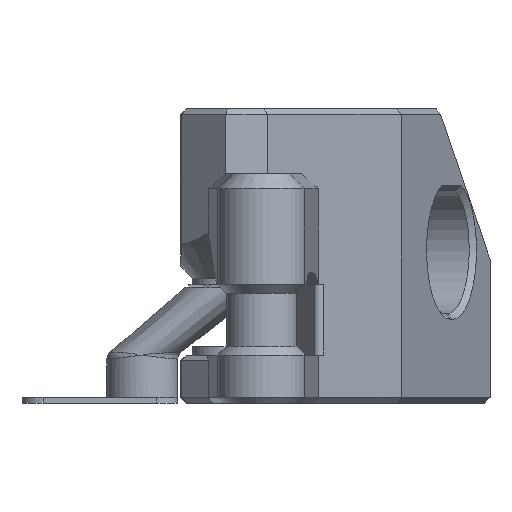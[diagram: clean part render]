
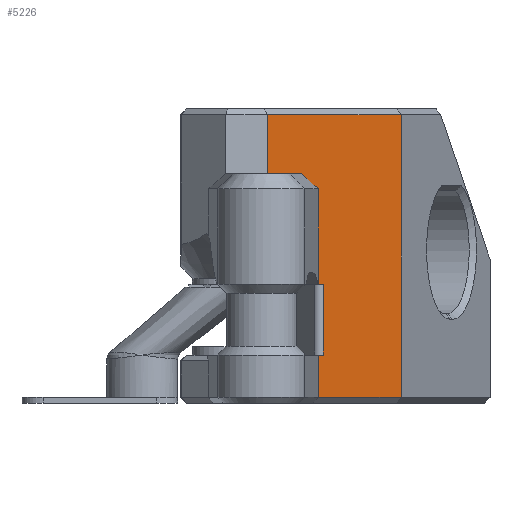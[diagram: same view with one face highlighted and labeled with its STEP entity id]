
A CAD part, front view. The second image highlights one B-rep face of the part: STEP entity #5226.
In plain terms, the highlighted planar face has unit normal (0.782, -0.623, 0).
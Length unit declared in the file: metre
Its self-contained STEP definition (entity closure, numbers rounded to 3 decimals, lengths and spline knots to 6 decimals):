
#1421=ORIENTED_EDGE('',*,*,#2118,.T.);
#1422=ORIENTED_EDGE('',*,*,#2337,.T.);
#1423=ORIENTED_EDGE('',*,*,#2286,.T.);
#1424=ORIENTED_EDGE('',*,*,#2287,.F.);
#1425=ORIENTED_EDGE('',*,*,#2338,.T.);
#1426=ORIENTED_EDGE('',*,*,#2237,.T.);
#1427=ORIENTED_EDGE('',*,*,#2231,.T.);
#1428=ORIENTED_EDGE('',*,*,#2204,.T.);
#1429=ORIENTED_EDGE('',*,*,#2229,.T.);
#1430=ORIENTED_EDGE('',*,*,#2339,.T.);
#1431=ORIENTED_EDGE('',*,*,#2340,.T.);
#2118=EDGE_CURVE('',#2712,#2715,#3257,.T.);
#2204=EDGE_CURVE('',#2777,#2775,#3313,.T.);
#2229=EDGE_CURVE('',#2775,#2794,#3334,.T.);
#2231=EDGE_CURVE('',#2792,#2777,#3336,.T.);
#2237=EDGE_CURVE('',#2739,#2792,#3340,.T.);
#2286=EDGE_CURVE('',#2820,#2823,#3372,.T.);
#2287=EDGE_CURVE('',#2817,#2823,#3373,.T.);
#2337=EDGE_CURVE('',#2715,#2820,#3400,.T.);
#2338=EDGE_CURVE('',#2817,#2739,#3401,.T.);
#2339=EDGE_CURVE('',#2794,#2725,#3402,.T.);
#2340=EDGE_CURVE('',#2725,#2712,#3403,.T.);
#2712=VERTEX_POINT('',#8210);
#2715=VERTEX_POINT('',#8215);
#2725=VERTEX_POINT('',#8242);
#2739=VERTEX_POINT('',#8282);
#2775=VERTEX_POINT('',#8845);
#2777=VERTEX_POINT('',#8848);
#2792=VERTEX_POINT('',#8892);
#2794=VERTEX_POINT('',#8901);
#2817=VERTEX_POINT('',#9018);
#2820=VERTEX_POINT('',#9029);
#2823=VERTEX_POINT('',#9038);
#3257=LINE('',#8216,#3832);
#3313=LINE('',#8847,#3888);
#3334=LINE('',#8900,#3909);
#3336=LINE('',#8904,#3911);
#3340=LINE('',#8916,#3915);
#3372=LINE('',#9039,#3947);
#3373=LINE('',#9041,#3948);
#3400=LINE('',#9155,#3975);
#3401=LINE('',#9156,#3976);
#3402=LINE('',#9157,#3977);
#3403=LINE('',#9158,#3978);
#3832=VECTOR('',#6530,1.);
#3888=VECTOR('',#6670,1.);
#3909=VECTOR('',#6713,1.);
#3911=VECTOR('',#6717,1.);
#3915=VECTOR('',#6729,1.);
#3947=VECTOR('',#6837,1.);
#3948=VECTOR('',#6840,1.);
#3975=VECTOR('',#6951,1.);
#3976=VECTOR('',#6952,1.);
#3977=VECTOR('',#6953,1.);
#3978=VECTOR('',#6954,1.);
#4326=EDGE_LOOP('',(#1421,#1422,#1423,#1424,#1425,#1426,#1427,#1428,#1429,
#1430,#1431));
#4677=FACE_BOUND('',#4326,.T.);
#4938=PLANE('',#5662);
#5226=ADVANCED_FACE('',(#4677),#4938,.F.);
#5662=AXIS2_PLACEMENT_3D('',#9154,#6949,#6950);
#6530=DIRECTION('',(0.,0.,-1.));
#6670=DIRECTION('',(0.623,0.782,0.));
#6713=DIRECTION('',(0.546,0.686,-0.481));
#6717=DIRECTION('',(0.,0.,-1.));
#6729=DIRECTION('',(-0.623,-0.782,0.));
#6837=DIRECTION('',(0.,0.,-1.));
#6840=DIRECTION('',(-0.623,-0.782,0.));
#6949=DIRECTION('',(-0.782,0.623,0.));
#6950=DIRECTION('',(0.623,0.782,0.));
#6951=DIRECTION('',(-0.623,-0.782,0.));
#6952=DIRECTION('',(0.,0.,1.));
#6953=DIRECTION('',(0.,0.,-1.));
#6954=DIRECTION('',(0.623,0.782,0.));
#8210=CARTESIAN_POINT('',(0.033616,-0.007181,0.0084));
#8215=CARTESIAN_POINT('',(0.033616,-0.007181,0.0034));
#8216=CARTESIAN_POINT('',(0.033616,-0.007181,0.0034));
#8242=CARTESIAN_POINT('',(0.033262,-0.007626,0.0084));
#8282=CARTESIAN_POINT('',(0.039128,-0.000261,0.0204));
#8845=CARTESIAN_POINT('',(0.03207,-0.009122,0.0162));
#8847=CARTESIAN_POINT('',(0.02967,-0.012135,0.0162));
#8848=CARTESIAN_POINT('',(0.02967,-0.012135,0.0162));
#8892=CARTESIAN_POINT('',(0.02967,-0.012135,0.0204));
#8900=CARTESIAN_POINT('',(0.029845,-0.011916,0.018161));
#8901=CARTESIAN_POINT('',(0.033262,-0.007626,0.01515));
#8904=CARTESIAN_POINT('',(0.02967,-0.012135,0.0211));
#8916=CARTESIAN_POINT('',(0.02967,-0.012135,0.0204));
#9018=CARTESIAN_POINT('',(0.039128,-0.000261,0.0004));
#9029=CARTESIAN_POINT('',(0.033262,-0.007626,0.0034));
#9038=CARTESIAN_POINT('',(0.033262,-0.007626,0.0004));
#9039=CARTESIAN_POINT('',(0.033262,-0.007626,0.0002));
#9041=CARTESIAN_POINT('',(0.018772,-0.025818,0.0004));
#9154=CARTESIAN_POINT('',(0.02967,-0.012135,0.0211));
#9155=CARTESIAN_POINT('',(0.02967,-0.012135,0.0034));
#9156=CARTESIAN_POINT('',(0.039128,-0.000261,0.0202));
#9157=CARTESIAN_POINT('',(0.033262,-0.007626,0.0002));
#9158=CARTESIAN_POINT('',(0.031342,-0.010036,0.0084));
